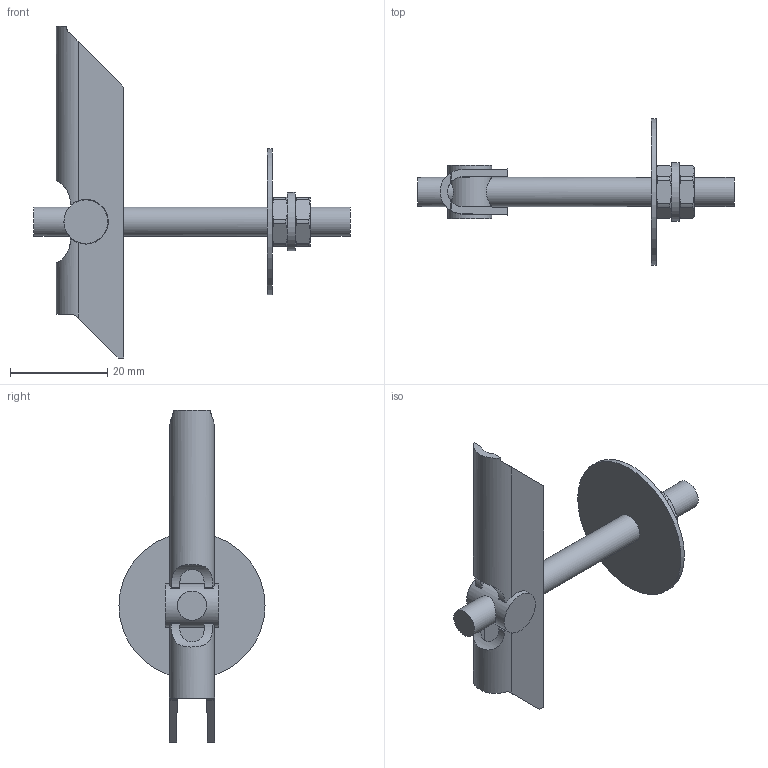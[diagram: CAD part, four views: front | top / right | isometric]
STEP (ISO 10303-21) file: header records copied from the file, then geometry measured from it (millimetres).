
FILE_DESCRIPTION(/* description */ ('STEP AP214'),/* implementation_level */ '2;1');
FILE_NAME(/* name */ 'SFS 127751',/* time_stamp */ '2022-10-20T14:00:38+02:00',/* author */ ('License CC BY-ND 4.0'),/* organization */ ('CADENAS'),/* preprocessor_version */ 'ST-DEVELOPER v18.102',/* originating_system */ 'PARTsolutions',/* authorisation */ ' ');
FILE_SCHEMA (('AUTOMOTIVE_DESIGN {1 0 10303 214 3 1 1}'));
Length unit declared in the file: millimetre
Products named in the file (3): SFS 127751; SFS 1277513; SFS 1277511
Assembly tree (2 placements, depth 2):
  SFS 127751
    SFS 1277513
    SFS 1277511
Bounding box: 65 x 30 x 68.2 mm (x, y, z)
Volume: 5738.5 mm3; surface area: 6580.4 mm2
Topology: 2 solids, 2 shells, 95 faces, 236 edges, 150 vertices
Faces by surface type: plane 37, cylinder 34, cone 24
Full cylindrical faces by diameter (mm): 6 x3, 9 x1, 12 x1, 30 x1
Entity records: 2979 total; most frequent: CARTESIAN_POINT 770, ORIENTED_EDGE 456, DIRECTION 420, EDGE_CURVE 228, AXIS2_PLACEMENT_3D 172, VERTEX_POINT 148, EDGE_LOOP 108, FACE_BOUND 108
